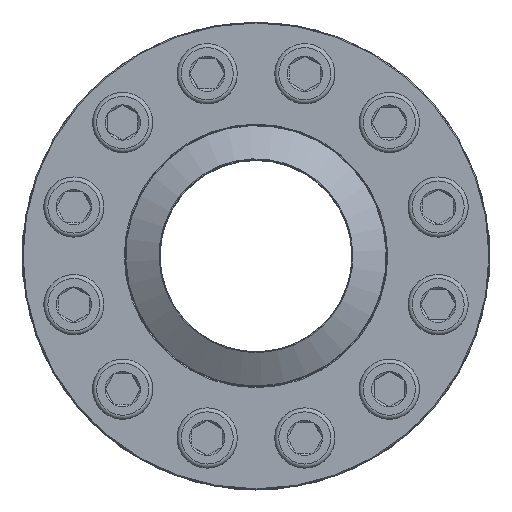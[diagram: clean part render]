
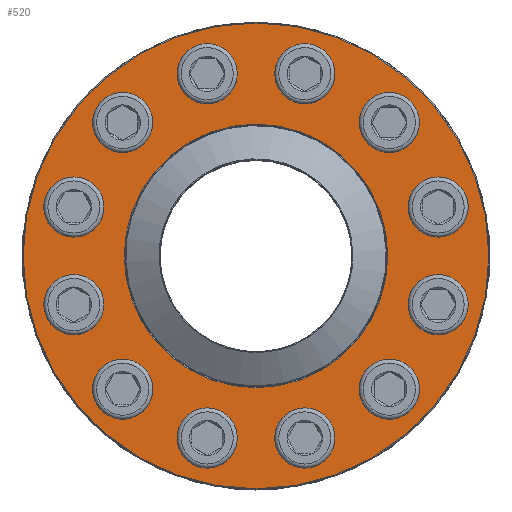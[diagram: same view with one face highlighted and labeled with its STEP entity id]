
A CAD part, top view. The second image highlights one B-rep face of the part: STEP entity #520.
In plain terms, the highlighted planar face has unit normal (0, 0, 1).
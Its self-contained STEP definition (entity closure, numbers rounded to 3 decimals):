
#520=ADVANCED_FACE('',(#646,#647,#648,#649,#650,#651,#652,#653,#654,#655),
#607,.T.);
#607=PLANE('',#1798);
#646=FACE_BOUND('',#859,.T.);
#647=FACE_BOUND('',#860,.T.);
#648=FACE_BOUND('',#861,.T.);
#649=FACE_BOUND('',#862,.T.);
#650=FACE_BOUND('',#863,.T.);
#651=FACE_BOUND('',#864,.T.);
#652=FACE_BOUND('',#865,.T.);
#653=FACE_BOUND('',#866,.T.);
#654=FACE_BOUND('',#867,.T.);
#655=FACE_BOUND('',#868,.T.);
#859=EDGE_LOOP('',(#1169));
#860=EDGE_LOOP('',(#1170));
#861=EDGE_LOOP('',(#1171));
#862=EDGE_LOOP('',(#1172));
#863=EDGE_LOOP('',(#1173));
#864=EDGE_LOOP('',(#1174));
#865=EDGE_LOOP('',(#1175));
#866=EDGE_LOOP('',(#1176));
#867=EDGE_LOOP('',(#1177));
#868=EDGE_LOOP('',(#1178));
#1169=ORIENTED_EDGE('',*,*,#1527,.T.);
#1170=ORIENTED_EDGE('',*,*,#1528,.T.);
#1171=ORIENTED_EDGE('',*,*,#1529,.T.);
#1172=ORIENTED_EDGE('',*,*,#1530,.T.);
#1173=ORIENTED_EDGE('',*,*,#1531,.T.);
#1174=ORIENTED_EDGE('',*,*,#1532,.T.);
#1175=ORIENTED_EDGE('',*,*,#1533,.T.);
#1176=ORIENTED_EDGE('',*,*,#1534,.T.);
#1177=ORIENTED_EDGE('',*,*,#1535,.T.);
#1178=ORIENTED_EDGE('',*,*,#1536,.T.);
#1371=VERTEX_POINT('',#2771);
#1372=VERTEX_POINT('',#2773);
#1373=VERTEX_POINT('',#2775);
#1374=VERTEX_POINT('',#2777);
#1375=VERTEX_POINT('',#2779);
#1376=VERTEX_POINT('',#2781);
#1377=VERTEX_POINT('',#2783);
#1378=VERTEX_POINT('',#2785);
#1379=VERTEX_POINT('',#2787);
#1380=VERTEX_POINT('',#2789);
#1527=EDGE_CURVE('',#1371,#1371,#1634,.T.);
#1528=EDGE_CURVE('',#1372,#1372,#1635,.T.);
#1529=EDGE_CURVE('',#1373,#1373,#1636,.T.);
#1530=EDGE_CURVE('',#1374,#1374,#1637,.T.);
#1531=EDGE_CURVE('',#1375,#1375,#1638,.T.);
#1532=EDGE_CURVE('',#1376,#1376,#1639,.T.);
#1533=EDGE_CURVE('',#1377,#1377,#1640,.T.);
#1534=EDGE_CURVE('',#1378,#1378,#1641,.T.);
#1535=EDGE_CURVE('',#1379,#1379,#1642,.T.);
#1536=EDGE_CURVE('',#1380,#1380,#1643,.T.);
#1634=CIRCLE('',#1788,22.5);
#1635=CIRCLE('',#1789,22.5);
#1636=CIRCLE('',#1790,22.5);
#1637=CIRCLE('',#1791,22.5);
#1638=CIRCLE('',#1792,22.5);
#1639=CIRCLE('',#1793,22.5);
#1640=CIRCLE('',#1794,22.5);
#1641=CIRCLE('',#1795,22.5);
#1642=CIRCLE('',#1796,244.);
#1643=CIRCLE('',#1797,138.);
#1788=AXIS2_PLACEMENT_3D('',#2770,#2137,#2138);
#1789=AXIS2_PLACEMENT_3D('',#2772,#2139,#2140);
#1790=AXIS2_PLACEMENT_3D('',#2774,#2141,#2142);
#1791=AXIS2_PLACEMENT_3D('',#2776,#2143,#2144);
#1792=AXIS2_PLACEMENT_3D('',#2778,#2145,#2146);
#1793=AXIS2_PLACEMENT_3D('',#2780,#2147,#2148);
#1794=AXIS2_PLACEMENT_3D('',#2782,#2149,#2150);
#1795=AXIS2_PLACEMENT_3D('',#2784,#2151,#2152);
#1796=AXIS2_PLACEMENT_3D('',#2786,#2153,#2154);
#1797=AXIS2_PLACEMENT_3D('',#2788,#2155,#2156);
#1798=AXIS2_PLACEMENT_3D('',#2790,#2157,#2158);
#2137=DIRECTION('',(0.,0.,-1.));
#2138=DIRECTION('',(1.,0.,0.));
#2139=DIRECTION('',(0.,0.,-1.));
#2140=DIRECTION('',(1.,0.,0.));
#2141=DIRECTION('',(0.,0.,-1.));
#2142=DIRECTION('',(1.,0.,0.));
#2143=DIRECTION('',(0.,0.,-1.));
#2144=DIRECTION('',(1.,0.,0.));
#2145=DIRECTION('',(0.,0.,-1.));
#2146=DIRECTION('',(1.,0.,0.));
#2147=DIRECTION('',(0.,0.,-1.));
#2148=DIRECTION('',(1.,0.,0.));
#2149=DIRECTION('',(0.,0.,-1.));
#2150=DIRECTION('',(1.,0.,0.));
#2151=DIRECTION('',(0.,0.,-1.));
#2152=DIRECTION('',(1.,0.,0.));
#2153=DIRECTION('',(0.,0.,1.));
#2154=DIRECTION('',(1.,0.,0.));
#2155=DIRECTION('',(0.,0.,-1.));
#2156=DIRECTION('',(1.,0.,0.));
#2157=DIRECTION('',(0.,0.,1.));
#2158=DIRECTION('',(1.,0.,0.));
#2770=CARTESIAN_POINT('',(51.117,190.77,116.));
#2771=CARTESIAN_POINT('',(73.617,190.77,116.));
#2772=CARTESIAN_POINT('',(139.654,139.654,116.));
#2773=CARTESIAN_POINT('',(162.154,139.654,116.));
#2774=CARTESIAN_POINT('',(190.77,51.117,116.));
#2775=CARTESIAN_POINT('',(213.27,51.117,116.));
#2776=CARTESIAN_POINT('',(190.77,-51.117,116.));
#2777=CARTESIAN_POINT('',(213.27,-51.117,116.));
#2778=CARTESIAN_POINT('',(139.654,-139.654,116.));
#2779=CARTESIAN_POINT('',(162.154,-139.654,116.));
#2780=CARTESIAN_POINT('',(51.117,-190.77,116.));
#2781=CARTESIAN_POINT('',(73.617,-190.77,116.));
#2782=CARTESIAN_POINT('',(-51.117,-190.77,116.));
#2783=CARTESIAN_POINT('',(-28.617,-190.77,116.));
#2784=CARTESIAN_POINT('',(-139.654,-139.654,116.));
#2785=CARTESIAN_POINT('',(-117.154,-139.654,116.));
#2786=CARTESIAN_POINT('',(0.,0.,116.));
#2787=CARTESIAN_POINT('',(244.,0.,116.));
#2788=CARTESIAN_POINT('',(0.,0.,116.));
#2789=CARTESIAN_POINT('',(138.,0.,116.));
#2790=CARTESIAN_POINT('',(0.,0.,116.));
